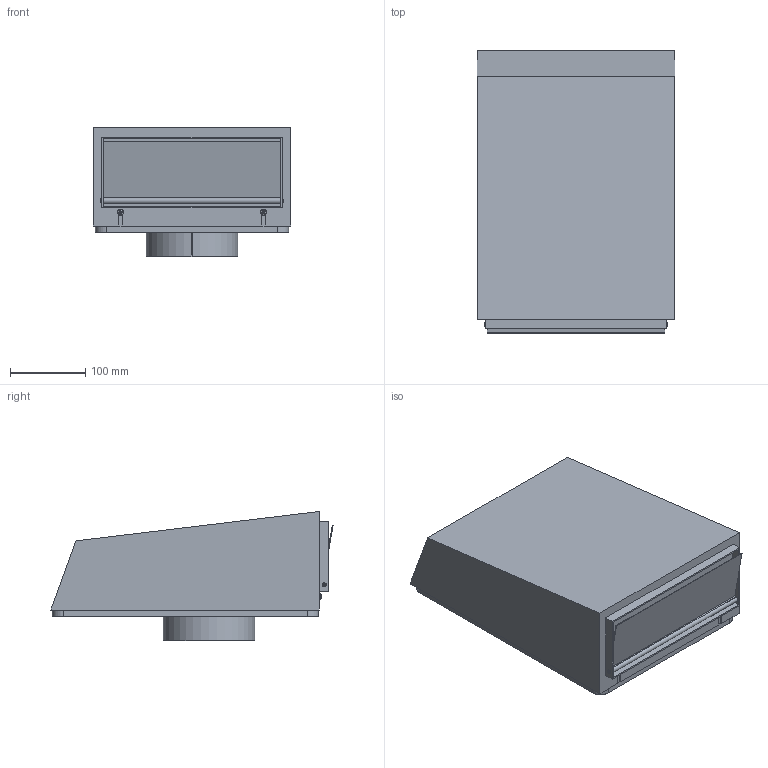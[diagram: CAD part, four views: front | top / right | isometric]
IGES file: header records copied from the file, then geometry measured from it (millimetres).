
Start section: SolidWorks IGES file using analytic representation for surfaces
Global section: file name: EXT 125.IGS; native system: SolidWorks 2018; preprocessor: SolidWorks 2018; author: binatti; date: 220509.134635; units: millimetre
Bounding box: 262 x 375.13 x 171.6 mm (x, y, z)
Surface area: 410851.3 mm2 (no closed solid volume)
Topology: 0 solids, 0 shells, 331 faces, 4059 edges, 4055 vertices
Faces by surface type: bspline 202, revolution 129
